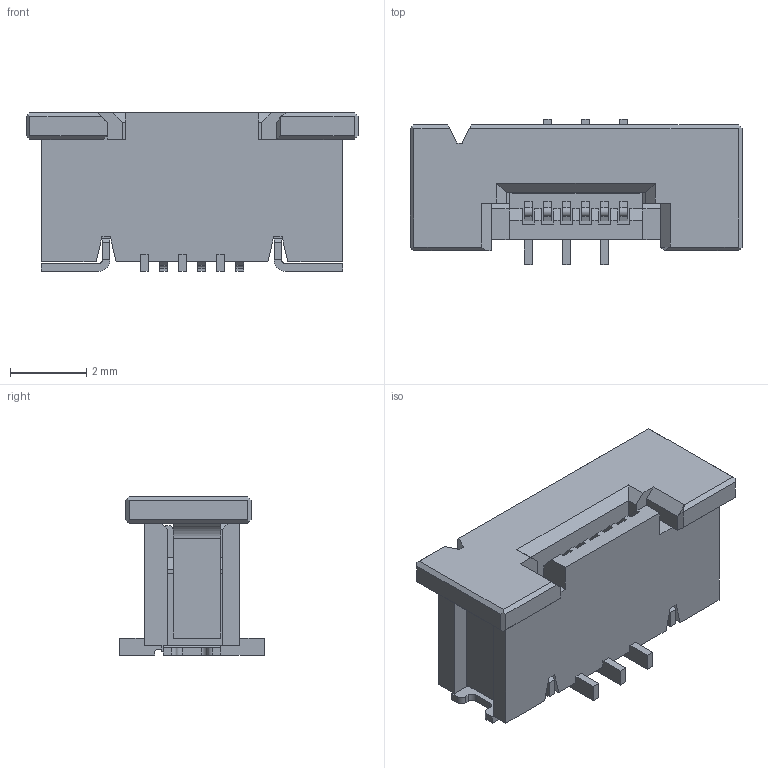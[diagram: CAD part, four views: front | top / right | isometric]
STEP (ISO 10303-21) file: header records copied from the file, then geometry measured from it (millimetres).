
FILE_DESCRIPTION(/* description */ (''),/* implementation_level */ '2;1');
FILE_NAME(/* name */ 'Con-1734742-6 v2.step',/* time_stamp */ '2021-06-01T16:15:05+02:00',/* author */ (''),/* organization */ (''),/* preprocessor_version */ 'ST-DEVELOPER v18.1',/* originating_system */ 'Autodesk Translation Framework v10.9.0.1377',/* authorisation */ '');
FILE_SCHEMA (('AUTOMOTIVE_DESIGN { 1 0 10303 214 3 1 1 }'));
Length unit declared in the file: millimetre
Products named in the file (1): Con-1734742-6
Bounding box: 8.7 x 3.8 x 4.15 mm (x, y, z)
Volume: 67.9 mm3; surface area: 282.8 mm2
Topology: 1 solids, 1 shells, 402 faces, 1158 edges, 755 vertices
Faces by surface type: plane 361, cylinder 41
Entity records: 13136 total; most frequent: ORIENTED_EDGE 2316, CARTESIAN_POINT 2316, DIRECTION 2048, EDGE_CURVE 1158, LINE 1074, VECTOR 1074, VERTEX_POINT 755, AXIS2_PLACEMENT_3D 487
